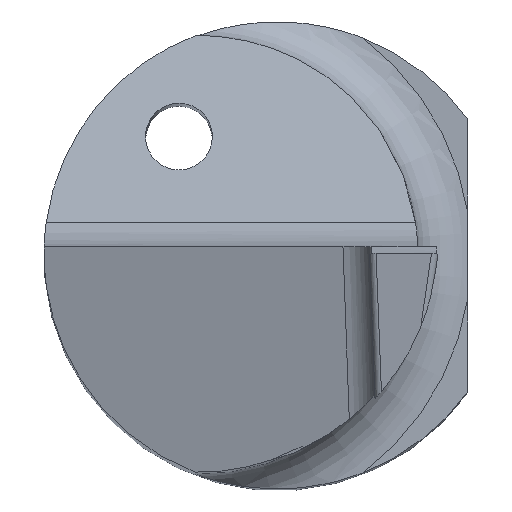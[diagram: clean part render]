
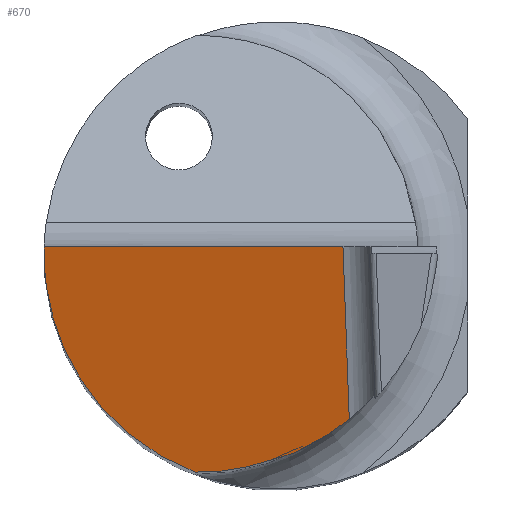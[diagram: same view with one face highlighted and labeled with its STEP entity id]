
A CAD part, top view. The second image highlights one B-rep face of the part: STEP entity #670.
In plain terms, the highlighted planar face has unit normal (-0.258, -0.07, 0.964).
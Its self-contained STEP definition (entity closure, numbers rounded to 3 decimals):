
#37 = CARTESIAN_POINT ( 'NONE',  ( -3.543, -1.445, 31.044 ) ) ;
#50 = FACE_OUTER_BOUND ( 'NONE', #874, .T. ) ;
#66 = ORIENTED_EDGE ( 'NONE', *, *, #315, .F. ) ;
#72 = CARTESIAN_POINT ( 'NONE',  ( -1.236, -3.274, 31.53 ) ) ;
#73 = CARTESIAN_POINT ( 'NONE',  ( -0.46, -3.22, 31.742 ) ) ;
#76 = CARTESIAN_POINT ( 'NONE',  ( 0.82, -2.69, 32.123 ) ) ;
#90 = ORIENTED_EDGE ( 'NONE', *, *, #502, .F. ) ;
#97 = CARTESIAN_POINT ( 'NONE',  ( -0.092, -3.091, 31.85 ) ) ;
#102 = CARTESIAN_POINT ( 'NONE',  ( -1.236, -3.274, 31.53 ) ) ;
#150 = DIRECTION ( 'NONE',  ( 0.966, 0., 0.259 ) ) ;
#164 = CARTESIAN_POINT ( 'NONE',  ( 0.122, -3.018, 31.913 ) ) ;
#175 = CARTESIAN_POINT ( 'NONE',  ( 1.073, -2.482, 32.206 ) ) ;
#192 = LINE ( 'NONE', #706, #607 ) ;
#209 =( BOUNDED_CURVE ( )  B_SPLINE_CURVE ( 3, ( #102, #600, #37, #317 ),
 .UNSPECIFIED., .F., .F. ) 
 B_SPLINE_CURVE_WITH_KNOTS ( ( 4, 4 ),
 ( 5.337, 6.576 ),
 .UNSPECIFIED. ) 
 CURVE ( )  GEOMETRIC_REPRESENTATION_ITEM ( )  RATIONAL_B_SPLINE_CURVE ( ( 1., 0.876, 0.876, 1. ) ) 
 REPRESENTATION_ITEM ( '' )  );
#236 = CARTESIAN_POINT ( 'NONE',  ( 0.233, -2.994, 31.944 ) ) ;
#240 = VERTEX_POINT ( 'NONE', #352 ) ;
#260 = B_SPLINE_CURVE_WITH_KNOTS ( 'NONE', 3,
 ( #721, #76, #580, #869 ),
 .UNSPECIFIED., .F., .F.,
 ( 4, 4 ),
 ( 0.001, 0.002 ),
 .UNSPECIFIED. ) ;
#269 = EDGE_CURVE ( 'NONE', #391, #240, #192, .T. ) ;
#271 = DIRECTION ( 'NONE',  ( -0.258, -0.07, 0.964 ) ) ;
#315 = EDGE_CURVE ( 'NONE', #370, #240, #420, .T. ) ;
#316 = VERTEX_POINT ( 'NONE', #711 ) ;
#317 = CARTESIAN_POINT ( 'NONE',  ( -3.499, 0.1, 31.168 ) ) ;
#346 = DIRECTION ( 'NONE',  ( -0.036, 0.997, 0.062 ) ) ;
#348 = ORIENTED_EDGE ( 'NONE', *, *, #536, .F. ) ;
#352 = CARTESIAN_POINT ( 'NONE',  ( 0.979, 0.1, 32.368 ) ) ;
#356 = CARTESIAN_POINT ( 'NONE',  ( -0.846, -3.282, 31.634 ) ) ;
#370 = VERTEX_POINT ( 'NONE', #433 ) ;
#391 = VERTEX_POINT ( 'NONE', #175 ) ;
#414 = VERTEX_POINT ( 'NONE', #426 ) ;
#420 = LINE ( 'NONE', #864, #576 ) ;
#426 = CARTESIAN_POINT ( 'NONE',  ( 0.233, -2.994, 31.944 ) ) ;
#433 = CARTESIAN_POINT ( 'NONE',  ( -3.499, 0.1, 31.168 ) ) ;
#448 = ORIENTED_EDGE ( 'NONE', *, *, #836, .F. ) ;
#466 = EDGE_CURVE ( 'NONE', #391, #414, #260, .T. ) ;
#477 = AXIS2_PLACEMENT_3D ( 'NONE', #614, #271, #550 ) ;
#502 = EDGE_CURVE ( 'NONE', #316, #370, #209, .T. ) ;
#526 = CARTESIAN_POINT ( 'NONE',  ( 0.015, -3.053, 31.881 ) ) ;
#536 = EDGE_CURVE ( 'NONE', #414, #656, #768, .T. ) ;
#550 = DIRECTION ( 'NONE',  ( 0.966, 0., 0.259 ) ) ;
#576 = VECTOR ( 'NONE', #150, 1000. ) ;
#580 = CARTESIAN_POINT ( 'NONE',  ( 0.534, -2.864, 32.034 ) ) ;
#590 = ORIENTED_EDGE ( 'NONE', *, *, #269, .T. ) ;
#600 = CARTESIAN_POINT ( 'NONE',  ( -2.682, -2.729, 31.182 ) ) ;
#607 = VECTOR ( 'NONE', #346, 1000. ) ;
#614 = CARTESIAN_POINT ( 'NONE',  ( -2.541, 0.1, 31.425 ) ) ;
#623 = CARTESIAN_POINT ( 'NONE',  ( -0.092, -3.091, 31.85 ) ) ;
#631 = PLANE ( 'NONE',  #477 ) ;
#656 = VERTEX_POINT ( 'NONE', #623 ) ;
#670 = ADVANCED_FACE ( 'NONE', ( #50 ), #631, .T. ) ;
#706 = CARTESIAN_POINT ( 'NONE',  ( 0.979, 0.091, 32.367 ) ) ;
#711 = CARTESIAN_POINT ( 'NONE',  ( -1.236, -3.274, 31.53 ) ) ;
#719 = CARTESIAN_POINT ( 'NONE',  ( -0.092, -3.091, 31.85 ) ) ;
#721 = CARTESIAN_POINT ( 'NONE',  ( 1.073, -2.482, 32.206 ) ) ;
#734 = ORIENTED_EDGE ( 'NONE', *, *, #466, .F. ) ;
#756 =( BOUNDED_CURVE ( )  B_SPLINE_CURVE ( 3, ( #719, #73, #356, #72 ),
 .UNSPECIFIED., .F., .T. ) 
 B_SPLINE_CURVE_WITH_KNOTS ( ( 4, 4 ),
 ( 4.639, 4.995 ),
 .UNSPECIFIED. ) 
 CURVE ( )  GEOMETRIC_REPRESENTATION_ITEM ( )  RATIONAL_B_SPLINE_CURVE ( ( 1., 0.989, 0.989, 1. ) ) 
 REPRESENTATION_ITEM ( '' )  );
#768 = B_SPLINE_CURVE_WITH_KNOTS ( 'NONE', 3,
 ( #236, #164, #526, #97 ),
 .UNSPECIFIED., .F., .F.,
 ( 4, 4 ),
 ( 0., 0.001 ),
 .UNSPECIFIED. ) ;
#836 = EDGE_CURVE ( 'NONE', #656, #316, #756, .T. ) ;
#864 = CARTESIAN_POINT ( 'NONE',  ( -2.541, 0.1, 31.425 ) ) ;
#869 = CARTESIAN_POINT ( 'NONE',  ( 0.233, -2.994, 31.944 ) ) ;
#874 = EDGE_LOOP ( 'NONE', ( #734, #590, #66, #90, #448, #348 ) ) ;
